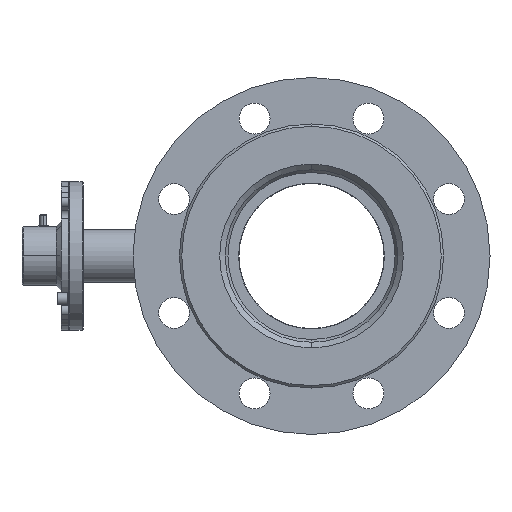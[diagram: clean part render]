
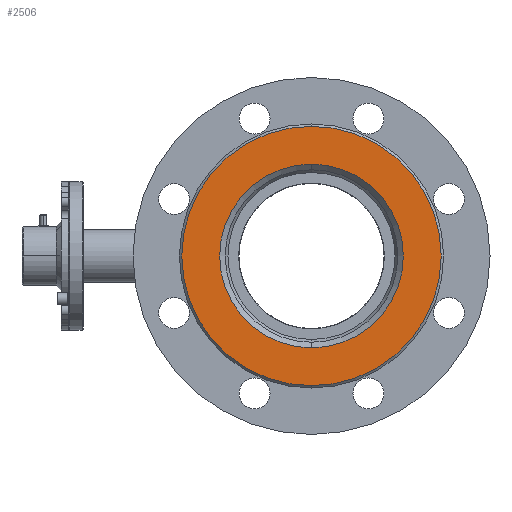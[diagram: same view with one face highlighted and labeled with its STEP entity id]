
A CAD part, left-side view. The second image highlights one B-rep face of the part: STEP entity #2506.
In plain terms, the highlighted planar face has unit normal (-1, 0, 0).
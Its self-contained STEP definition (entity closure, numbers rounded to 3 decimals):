
#102 = CIRCLE ( 'NONE', #5127, 77.2 ) ;
#1228 = ORIENTED_EDGE ( 'NONE', *, *, #9977, .F. ) ;
#1268 = VERTEX_POINT ( 'NONE', #8615 ) ;
#1527 = AXIS2_PLACEMENT_3D ( 'NONE', #2088, #7293, #9749 ) ;
#1531 = CARTESIAN_POINT ( 'NONE',  ( -175., 0., 0. ) ) ;
#1565 = EDGE_LOOP ( 'NONE', ( #1228, #7606 ) ) ;
#2088 = CARTESIAN_POINT ( 'NONE',  ( -175., 0., 0. ) ) ;
#2506 = ADVANCED_FACE ( 'NONE', ( #2702, #2911 ), #6130, .F. ) ;
#2702 = FACE_BOUND ( 'NONE', #1565, .T. ) ;
#2911 = FACE_OUTER_BOUND ( 'NONE', #5043, .T. ) ;
#3844 = DIRECTION ( 'NONE',  ( 1., 0., 0. ) ) ;
#4132 = CARTESIAN_POINT ( 'NONE',  ( -175., 109., 0. ) ) ;
#4253 = ORIENTED_EDGE ( 'NONE', *, *, #6119, .T. ) ;
#5043 = EDGE_LOOP ( 'NONE', ( #4253, #8025 ) ) ;
#5127 = AXIS2_PLACEMENT_3D ( 'NONE', #7057, #11437, #13519 ) ;
#5403 = CIRCLE ( 'NONE', #10436, 109. ) ;
#6054 = DIRECTION ( 'NONE',  ( 0., 0., -1. ) ) ;
#6101 = DIRECTION ( 'NONE',  ( -1., 0., 0. ) ) ;
#6119 = EDGE_CURVE ( 'NONE', #11051, #6238, #5403, .T. ) ;
#6130 = PLANE ( 'NONE',  #8976 ) ;
#6192 = CARTESIAN_POINT ( 'NONE',  ( -175., 0., 0. ) ) ;
#6238 = VERTEX_POINT ( 'NONE', #8460 ) ;
#6752 = EDGE_CURVE ( 'NONE', #13806, #1268, #7703, .T. ) ;
#7057 = CARTESIAN_POINT ( 'NONE',  ( -175., 0., 0. ) ) ;
#7293 = DIRECTION ( 'NONE',  ( -1., 0., 0. ) ) ;
#7606 = ORIENTED_EDGE ( 'NONE', *, *, #6752, .F. ) ;
#7703 = CIRCLE ( 'NONE', #1527, 77.2 ) ;
#8025 = ORIENTED_EDGE ( 'NONE', *, *, #11227, .T. ) ;
#8417 = DIRECTION ( 'NONE',  ( 0., 0., 1. ) ) ;
#8460 = CARTESIAN_POINT ( 'NONE',  ( -175., 0., 109. ) ) ;
#8615 = CARTESIAN_POINT ( 'NONE',  ( -175., 0., 77.2 ) ) ;
#8976 = AXIS2_PLACEMENT_3D ( 'NONE', #4132, #3844, #6054 ) ;
#9749 = DIRECTION ( 'NONE',  ( 0., 0., 1. ) ) ;
#9977 = EDGE_CURVE ( 'NONE', #1268, #13806, #102, .T. ) ;
#10436 = AXIS2_PLACEMENT_3D ( 'NONE', #1531, #6101, #13703 ) ;
#10451 = CARTESIAN_POINT ( 'NONE',  ( -175., 0., -77.2 ) ) ;
#10525 = AXIS2_PLACEMENT_3D ( 'NONE', #6192, #10558, #8417 ) ;
#10558 = DIRECTION ( 'NONE',  ( -1., 0., 0. ) ) ;
#11051 = VERTEX_POINT ( 'NONE', #11166 ) ;
#11166 = CARTESIAN_POINT ( 'NONE',  ( -175., 0., -109. ) ) ;
#11227 = EDGE_CURVE ( 'NONE', #6238, #11051, #12594, .T. ) ;
#11437 = DIRECTION ( 'NONE',  ( -1., 0., 0. ) ) ;
#12594 = CIRCLE ( 'NONE', #10525, 109. ) ;
#13519 = DIRECTION ( 'NONE',  ( 0., 0., 1. ) ) ;
#13703 = DIRECTION ( 'NONE',  ( 0., 0., 1. ) ) ;
#13806 = VERTEX_POINT ( 'NONE', #10451 ) ;
